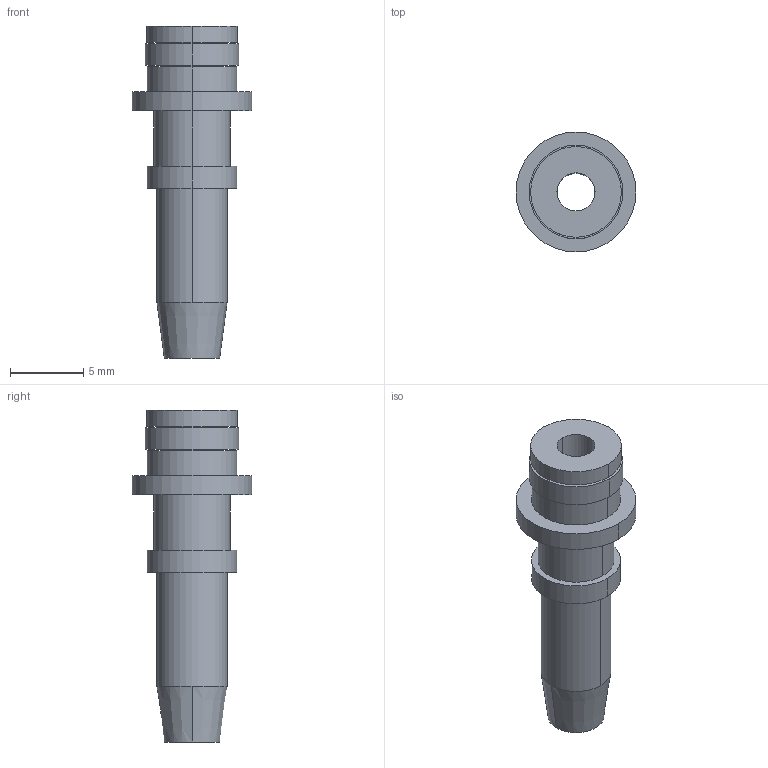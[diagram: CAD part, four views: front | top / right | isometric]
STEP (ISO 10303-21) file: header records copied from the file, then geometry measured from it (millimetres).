
FILE_DESCRIPTION(('HOOPS Exchange Step'),'2;1');
FILE_NAME('export-D9788A36-1E85-4487-93B1-4201C7CF68CB.stp','2022-10-17T16:40:58+02:00',('Engineering'),('Alibre'),'HOOPS Exchange 2021.0','Alibre','Unknown authorisation');
FILE_SCHEMA( ('AP242_MANAGED_MODEL_BASED_3D_ENGINEERING_MIM_LF {1 0 10303 442 1 1 4 }') );
Length unit declared in the file: millimetre
Products named in the file (2): 6082-1 Pneumatic contact - HC-M-PN3-4,00-ST - 1663501; 6082 Pneumatic contact - HC-M-PN3-4,00-ST - 1663501
Assembly tree (1 placements, depth 2):
  6082 Pneumatic contact - HC-M-PN3-4,00-ST - 1663501
    6082-1 Pneumatic contact - HC-M-PN3-4,00-ST - 1663501
Bounding box: 8.2 x 8.2 x 22.7 mm (x, y, z)
Volume: 403 mm3; surface area: 744.6 mm2
Topology: 1 solids, 1 shells, 32 faces, 67 edges, 45 vertices
Faces by surface type: cylinder 20, plane 10, cone 2
Entity records: 956 total; most frequent: DIRECTION 186, CARTESIAN_POINT 149, ORIENTED_EDGE 134, AXIS2_PLACEMENT_3D 82, EDGE_CURVE 67, VERTEX_POINT 45, CIRCLE 45, EDGE_LOOP 42
